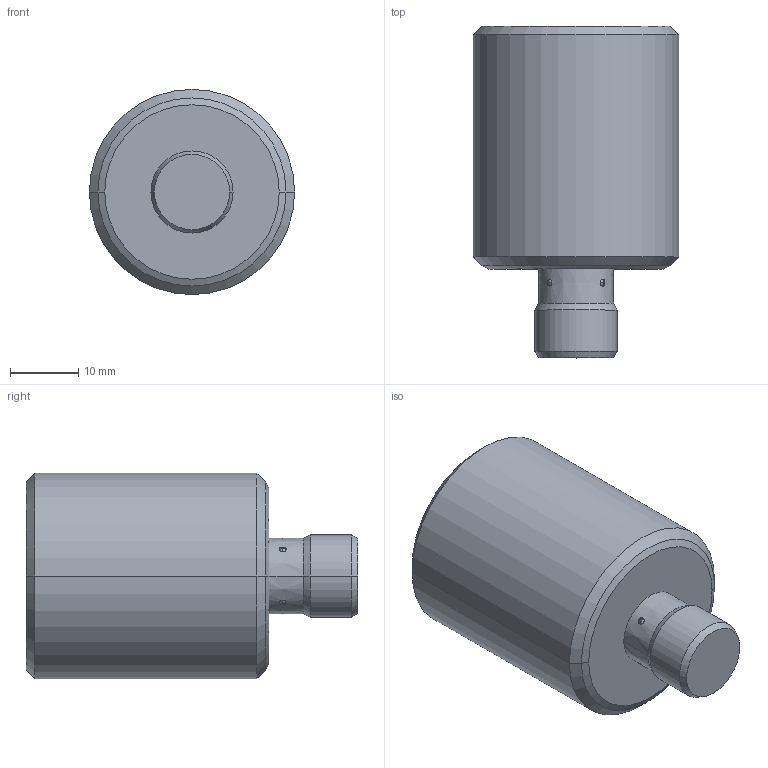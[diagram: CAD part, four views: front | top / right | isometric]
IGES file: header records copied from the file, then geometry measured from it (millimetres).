
Start section:  PTC IGES file: DW-AS-50X-M30-120.igs
Global section: file name: DW-AS-50X-M30-120.igs; native system: Creo Parametric by Parametric Technology Corporation; preprocessor: 2016360; author: stagiaire01rd; organization: Unknown; date: 20170315.075111; units: millimetre
Bounding box: 30 x 48.5 x 30 mm (x, y, z)
Surface area: 5069.2 mm2 (no closed solid volume)
Topology: 0 solids, 0 shells, 35 faces, 144 edges, 136 vertices
Faces by surface type: revolution 32, bspline 3
